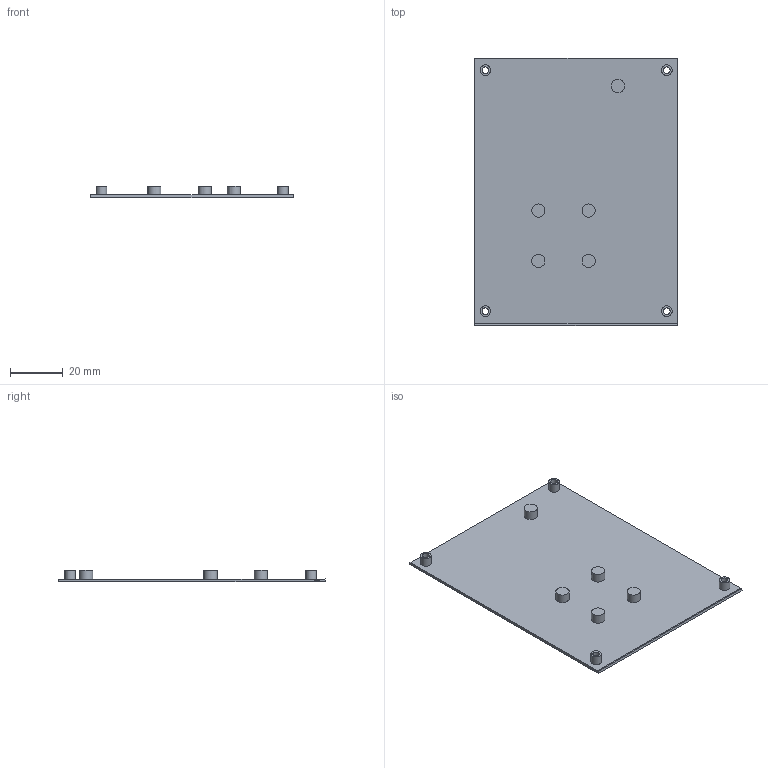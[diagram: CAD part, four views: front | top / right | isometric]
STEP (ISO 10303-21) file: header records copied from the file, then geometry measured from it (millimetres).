
FILE_DESCRIPTION(/* description */ ('KiCad electronic assembly'),/* implementation_level */ '2;1');
FILE_NAME(/* name */ 'hackpad-no-pcb.step',/* time_stamp */ '2024-10-21T10:47:16-05:00',/* author */ (''),/* organization */ (''),/* preprocessor_version */ 'ST-DEVELOPER v20',/* originating_system */ 'Autodesk Translation Framework v13.20.0.188',/* authorisation */ '');
FILE_SCHEMA (('AUTOMOTIVE_DESIGN { 1 0 10303 214 3 1 1 }'));
Length unit declared in the file: millimetre
Products named in the file (1): hackpad 1
Bounding box: 76.45 x 100.87 x 4.5 mm (x, y, z)
Volume: 8133 mm3; surface area: 16316.6 mm2
Topology: 1 solids, 1 shells, 31 faces, 60 edges, 40 vertices
Faces by surface type: plane 18, cylinder 13
Full cylindrical faces by diameter (mm): 2.529 x4, 4 x4, 5 x5
Entity records: 849 total; most frequent: DIRECTION 150, CARTESIAN_POINT 132, ORIENTED_EDGE 120, EDGE_CURVE 60, AXIS2_PLACEMENT_3D 58, EDGE_LOOP 48, VERTEX_POINT 40, LINE 34
